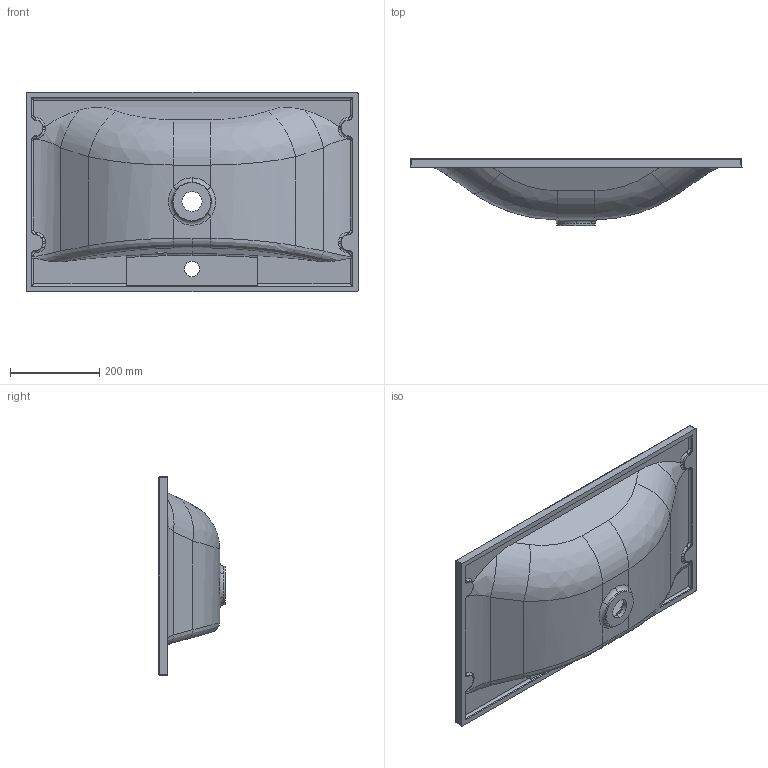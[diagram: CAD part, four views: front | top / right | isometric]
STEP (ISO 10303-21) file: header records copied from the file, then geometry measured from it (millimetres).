
FILE_DESCRIPTION (( 'STEP AP214' ), '1' );
FILE_NAME ('style.STEP', '2019-12-03T07:20:25', ( '' ), ( '' ), 'SwSTEP 2.0', 'SolidWorks 2018', '' );
FILE_SCHEMA (( 'AUTOMOTIVE_DESIGN' ));
Length unit declared in the file: millimetre
Products named in the file (1): style
Bounding box: 745.1 x 150 x 447.1 mm (x, y, z)
Volume: 5318741.6 mm3; surface area: 901229.7 mm2
Topology: 1 solids, 1 shells, 202 faces, 495 edges, 287 vertices
Faces by surface type: bspline 67, cylinder 55, plane 41, torus 18, cone 16, sphere 5
Entity records: 9333 total; most frequent: CARTESIAN_POINT 5140, ORIENTED_EDGE 970, DIRECTION 756, EDGE_CURVE 485, AXIS2_PLACEMENT_3D 302, VERTEX_POINT 287, EDGE_LOOP 210, ADVANCED_FACE 202
